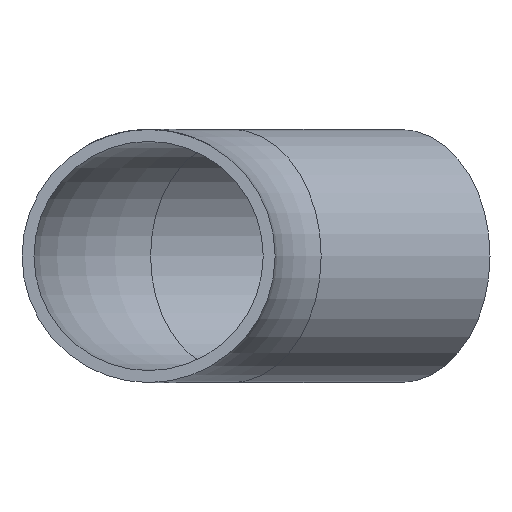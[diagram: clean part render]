
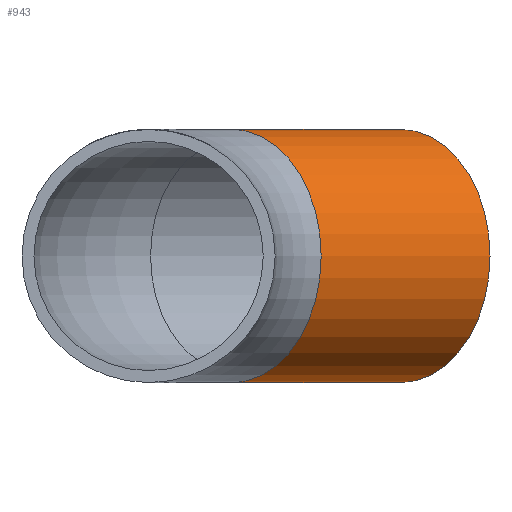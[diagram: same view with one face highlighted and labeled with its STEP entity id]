
A CAD part, front view. The second image highlights one B-rep face of the part: STEP entity #943.
In plain terms, the highlighted cylindrical face has radius 21.2 mm (diameter 42.4 mm), a full revolution.
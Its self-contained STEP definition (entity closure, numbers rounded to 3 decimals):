
#21 = CIRCLE ( 'NONE', #432, 21.2 ) ;
#80 = AXIS2_PLACEMENT_3D ( 'NONE', #1536, #91, #313 ) ;
#91 = DIRECTION ( 'NONE',  ( 0.707, 0.707, 0. ) ) ;
#169 = CYLINDRICAL_SURFACE ( 'NONE', #2824, 21.2 ) ;
#313 = DIRECTION ( 'NONE',  ( 0., 0., 1. ) ) ;
#432 = AXIS2_PLACEMENT_3D ( 'NONE', #2359, #872, #857 ) ;
#719 = EDGE_CURVE ( 'NONE', #2744, #2744, #1201, .T. ) ;
#751 = CARTESIAN_POINT ( 'NONE',  ( -5.303, 101.872, 21.2 ) ) ;
#784 = VERTEX_POINT ( 'NONE', #751 ) ;
#817 = CARTESIAN_POINT ( 'NONE',  ( -33.588, 73.588, 21.2 ) ) ;
#818 = EDGE_LOOP ( 'NONE', ( #2459 ) ) ;
#857 = DIRECTION ( 'NONE',  ( 0., 0., 1. ) ) ;
#872 = DIRECTION ( 'NONE',  ( 0.707, 0.707, 0. ) ) ;
#943 = ADVANCED_FACE ( 'NONE', ( #3077, #1375 ), #169, .T. ) ;
#944 = EDGE_LOOP ( 'NONE', ( #2305 ) ) ;
#1122 = DIRECTION ( 'NONE',  ( -0.707, 0.707, 0. ) ) ;
#1201 = CIRCLE ( 'NONE', #80, 21.2 ) ;
#1358 = CARTESIAN_POINT ( 'NONE',  ( -33.588, 73.588, 0. ) ) ;
#1375 = FACE_OUTER_BOUND ( 'NONE', #944, .T. ) ;
#1536 = CARTESIAN_POINT ( 'NONE',  ( -33.588, 73.588, 0. ) ) ;
#2305 = ORIENTED_EDGE ( 'NONE', *, *, #719, .T. ) ;
#2355 = DIRECTION ( 'NONE',  ( 0.707, 0.707, 0. ) ) ;
#2359 = CARTESIAN_POINT ( 'NONE',  ( -5.303, 101.872, 0. ) ) ;
#2459 = ORIENTED_EDGE ( 'NONE', *, *, #2579, .F. ) ;
#2579 = EDGE_CURVE ( 'NONE', #784, #784, #21, .T. ) ;
#2744 = VERTEX_POINT ( 'NONE', #817 ) ;
#2824 = AXIS2_PLACEMENT_3D ( 'NONE', #1358, #2355, #1122 ) ;
#3077 = FACE_OUTER_BOUND ( 'NONE', #818, .T. ) ;
